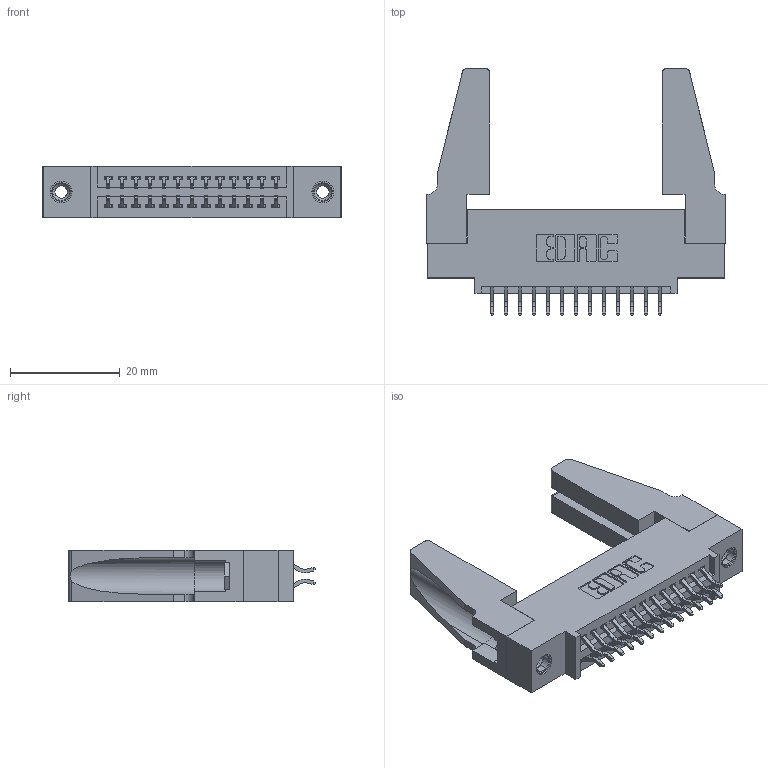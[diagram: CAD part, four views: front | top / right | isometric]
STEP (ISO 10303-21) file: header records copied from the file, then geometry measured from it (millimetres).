
FILE_DESCRIPTION (( 'STEP AP203' ), '1' );
FILE_NAME ('345-026-556-588.STEP', '2019-10-27T20:03:04', ( '' ), ( '' ), 'SwSTEP 2.0', 'SolidWorks 2016', '' );
FILE_SCHEMA (( 'CONFIG_CONTROL_DESIGN' ));
Length unit declared in the file: inch
Products named in the file (5): 345-292-001_556 Tail; 345 Part_0.110 Offset - 0.156 Dia-TH; 345-220-078_345-220-088; 345-026-556-588; 345-250-001_345-250-001-102
Assembly tree (31 placements, depth 2):
  345-026-556-588
    345 Part_0.110 Offset - 0.156 Dia-TH
    345-292-001_556 Tail  x26
    345-250-001_345-250-001-102  x2
    345-220-078_345-220-088  x2
Bounding box: 54.25 x 44.89 x 9.4 mm (x, y, z)
Volume: 8179.2 mm3; surface area: 9913.1 mm2
Topology: 31 solids, 31 shells, 1710 faces, 5009 edges, 3294 vertices
Faces by surface type: plane 1118, cylinder 576, cone 12, torus 4
Entity records: 16604 total; most frequent: CARTESIAN_POINT 2822, ORIENTED_EDGE 2704, DIRECTION 2516, EDGE_CURVE 1352, LINE 1118, VECTOR 1118, VERTEX_POINT 894, AXIS2_PLACEMENT_3D 699
